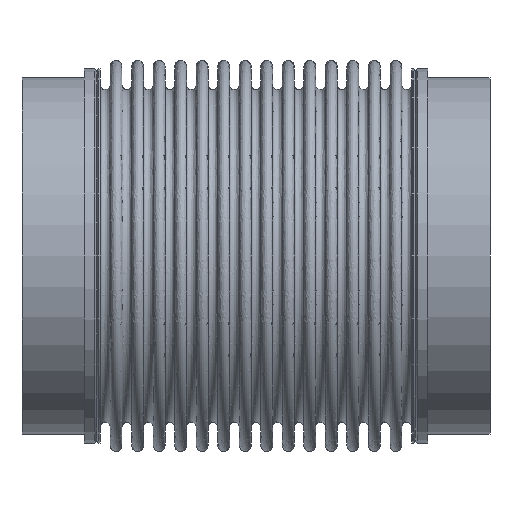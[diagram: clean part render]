
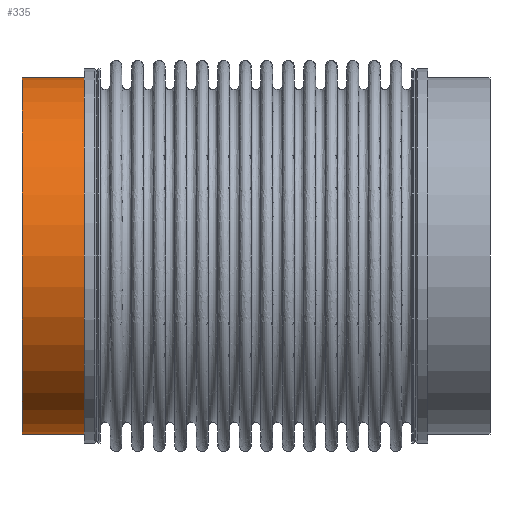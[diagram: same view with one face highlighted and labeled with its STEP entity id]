
A CAD part, front view. The second image highlights one B-rep face of the part: STEP entity #335.
In plain terms, the highlighted cylindrical face has radius 57.15 mm (diameter 114.3 mm), a partial arc.
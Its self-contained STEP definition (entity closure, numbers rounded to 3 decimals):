
#335=ADVANCED_FACE('',(#2283),#2282,.T.);
#2282=CYLINDRICAL_SURFACE('',#5957,57.15);
#2283=FACE_OUTER_BOUND('',#5958,.T.);
#5954=CARTESIAN_POINT('',(0.,0.,56.));
#5955=DIRECTION('',(1.,0.,0.));
#5956=DIRECTION('',(0.,0.,-1.));
#5957=AXIS2_PLACEMENT_3D('',#5954,#5955,#5956);
#5958=EDGE_LOOP('',(#6869,#6870,#6871,#6872));
#6869=ORIENTED_EDGE('',*,*,#7326,.F.);
#6870=ORIENTED_EDGE('',*,*,#7339,.T.);
#6871=ORIENTED_EDGE('',*,*,#7331,.T.);
#6872=ORIENTED_EDGE('',*,*,#7340,.F.);
#7326=EDGE_CURVE('',#9786,#9785,#9793,.T.);
#7331=EDGE_CURVE('',#9827,#9828,#9829,.T.);
#7339=EDGE_CURVE('',#9786,#9827,#9881,.T.);
#7340=EDGE_CURVE('',#9785,#9828,#9887,.T.);
#9785=VERTEX_POINT('',#12081);
#9786=VERTEX_POINT('',#12082);
#9793=CIRCLE('',#12090,57.15);
#9827=VERTEX_POINT('',#12111);
#9828=VERTEX_POINT('',#12112);
#9829=CIRCLE('',#12116,57.15);
#9881=(BOUNDED_CURVE() B_SPLINE_CURVE(1,(#12145,#12146),.UNSPECIFIED.,.F.,.F.) B_SPLINE_CURVE_WITH_KNOTS((2,2),(0.083,0.917),.UNSPECIFIED.) CURVE() GEOMETRIC_REPRESENTATION_ITEM() RATIONAL_B_SPLINE_CURVE((1.,1.)) REPRESENTATION_ITEM('') );
#9887=(BOUNDED_CURVE() B_SPLINE_CURVE(1,(#12147,#12148),.UNSPECIFIED.,.F.,.F.) B_SPLINE_CURVE_WITH_KNOTS((2,2),(0.083,0.917),.UNSPECIFIED.) CURVE() GEOMETRIC_REPRESENTATION_ITEM() RATIONAL_B_SPLINE_CURVE((0.75,0.75)) REPRESENTATION_ITEM('') );
#12081=CARTESIAN_POINT('',(-75.,0.,113.15));
#12082=CARTESIAN_POINT('',(-75.,0.,-1.15));
#12087=CARTESIAN_POINT('',(-75.,0.,56.));
#12088=DIRECTION('',(-1.,0.,0.));
#12089=DIRECTION('',(0.,0.,1.));
#12090=AXIS2_PLACEMENT_3D('',#12087,#12088,#12089);
#12111=CARTESIAN_POINT('',(-55.,0.,-1.15));
#12112=CARTESIAN_POINT('',(-55.,0.,113.15));
#12113=CARTESIAN_POINT('',(-55.,0.,56.));
#12114=DIRECTION('',(-1.,0.,0.));
#12115=DIRECTION('',(0.,0.,1.));
#12116=AXIS2_PLACEMENT_3D('',#12113,#12114,#12115);
#12145=CARTESIAN_POINT('',(-75.,0.,-1.15));
#12146=CARTESIAN_POINT('',(-55.,0.,-1.15));
#12147=CARTESIAN_POINT('',(-75.,0.,113.15));
#12148=CARTESIAN_POINT('',(-55.,0.,113.15));
